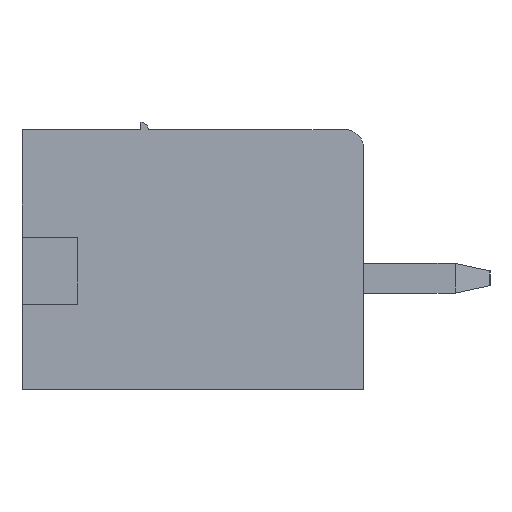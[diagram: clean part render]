
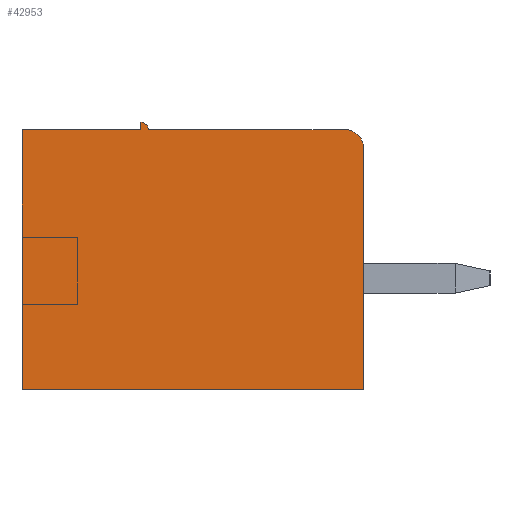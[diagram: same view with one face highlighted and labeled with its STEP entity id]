
A CAD part, left-side view. The second image highlights one B-rep face of the part: STEP entity #42953.
In plain terms, the highlighted planar face has unit normal (-1, 0, 0).
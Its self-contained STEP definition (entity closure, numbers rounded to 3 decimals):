
#1180 = EDGE_CURVE ( 'NONE', #32962, #8891, #28900, .T. ) ;
#1974 = CARTESIAN_POINT ( 'NONE',  ( 0., 9.2, 7. ) ) ;
#3803 = EDGE_CURVE ( 'NONE', #22171, #27324, #32531, .T. ) ;
#3878 = EDGE_CURVE ( 'NONE', #11412, #22960, #18473, .T. ) ;
#4385 = AXIS2_PLACEMENT_3D ( 'NONE', #43183, #28429, #29291 ) ;
#4679 = ORIENTED_EDGE ( 'NONE', *, *, #23998, .T. ) ;
#5344 = DIRECTION ( 'NONE',  ( 1., 0., 0. ) ) ;
#5639 = ORIENTED_EDGE ( 'NONE', *, *, #39549, .F. ) ;
#5832 = CARTESIAN_POINT ( 'NONE',  ( 0., 6., 7.2 ) ) ;
#6216 = VECTOR ( 'NONE', #32200, 1000. ) ;
#7285 = CARTESIAN_POINT ( 'NONE',  ( 0., 9.2, 0. ) ) ;
#7874 = LINE ( 'NONE', #18587, #6216 ) ;
#8236 = DIRECTION ( 'NONE',  ( 0., 0., 1. ) ) ;
#8466 = DIRECTION ( 'NONE',  ( 0., 0., 1. ) ) ;
#8891 = VERTEX_POINT ( 'NONE', #15878 ) ;
#11412 = VERTEX_POINT ( 'NONE', #5832 ) ;
#12369 = CARTESIAN_POINT ( 'NONE',  ( 0., 9.2, 7. ) ) ;
#12624 = DIRECTION ( 'NONE',  ( 0., 0., 1. ) ) ;
#13051 = CARTESIAN_POINT ( 'NONE',  ( 0., 6., 7. ) ) ;
#13204 = VECTOR ( 'NONE', #14833, 1000. ) ;
#13727 = CARTESIAN_POINT ( 'NONE',  ( 0., 9.2, 7. ) ) ;
#14833 = DIRECTION ( 'NONE',  ( 0., 0., -1. ) ) ;
#15741 = CARTESIAN_POINT ( 'NONE',  ( 0., 6., 7. ) ) ;
#15878 = CARTESIAN_POINT ( 'NONE',  ( 0., 0., 6.5 ) ) ;
#16099 = VECTOR ( 'NONE', #32079, 1000. ) ;
#16722 = VERTEX_POINT ( 'NONE', #33199 ) ;
#17373 = DIRECTION ( 'NONE',  ( 0., -1., 0. ) ) ;
#18233 = CARTESIAN_POINT ( 'NONE',  ( 0., 9.2, 7. ) ) ;
#18473 = LINE ( 'NONE', #15741, #13204 ) ;
#18587 = CARTESIAN_POINT ( 'NONE',  ( 0., 9.2, 0. ) ) ;
#19432 = ORIENTED_EDGE ( 'NONE', *, *, #31409, .T. ) ;
#21387 = CARTESIAN_POINT ( 'NONE',  ( 0., 0.5, 7. ) ) ;
#22002 = CARTESIAN_POINT ( 'NONE',  ( 0., 5.8, 7. ) ) ;
#22171 = VERTEX_POINT ( 'NONE', #22002 ) ;
#22186 = EDGE_CURVE ( 'NONE', #34576, #32962, #7874, .T. ) ;
#22333 = LINE ( 'NONE', #13727, #34146 ) ;
#22780 = ORIENTED_EDGE ( 'NONE', *, *, #22186, .T. ) ;
#22960 = VERTEX_POINT ( 'NONE', #13051 ) ;
#23651 = ORIENTED_EDGE ( 'NONE', *, *, #3803, .F. ) ;
#23998 = EDGE_CURVE ( 'NONE', #8891, #27324, #24092, .T. ) ;
#24092 = CIRCLE ( 'NONE', #4385, 0.5 ) ;
#26862 = VECTOR ( 'NONE', #12624, 1000. ) ;
#27324 = VERTEX_POINT ( 'NONE', #21387 ) ;
#27824 = EDGE_LOOP ( 'NONE', ( #30138, #4679, #23651, #19432, #31223, #39025, #5639, #22780 ) ) ;
#28417 = CIRCLE ( 'NONE', #38520, 0.2 ) ;
#28429 = DIRECTION ( 'NONE',  ( -1., 0., 0. ) ) ;
#28900 = LINE ( 'NONE', #39308, #34869 ) ;
#29291 = DIRECTION ( 'NONE',  ( 0., 0., -1. ) ) ;
#29304 = DIRECTION ( 'NONE',  ( 0., 0., -1. ) ) ;
#29693 = EDGE_CURVE ( 'NONE', #16722, #22960, #22333, .T. ) ;
#30138 = ORIENTED_EDGE ( 'NONE', *, *, #1180, .T. ) ;
#31223 = ORIENTED_EDGE ( 'NONE', *, *, #3878, .T. ) ;
#31409 = EDGE_CURVE ( 'NONE', #22171, #11412, #28417, .T. ) ;
#32079 = DIRECTION ( 'NONE',  ( 0., -1., 0. ) ) ;
#32200 = DIRECTION ( 'NONE',  ( 0., -1., 0. ) ) ;
#32531 = LINE ( 'NONE', #18233, #16099 ) ;
#32962 = VERTEX_POINT ( 'NONE', #43494 ) ;
#33199 = CARTESIAN_POINT ( 'NONE',  ( 0., 9.2, 7. ) ) ;
#34146 = VECTOR ( 'NONE', #17373, 1000. ) ;
#34576 = VERTEX_POINT ( 'NONE', #7285 ) ;
#34869 = VECTOR ( 'NONE', #8466, 1000. ) ;
#35714 = CARTESIAN_POINT ( 'NONE',  ( 0., 6., 7. ) ) ;
#36792 = PLANE ( 'NONE',  #38001 ) ;
#38001 = AXIS2_PLACEMENT_3D ( 'NONE', #1974, #5344, #29304 ) ;
#38520 = AXIS2_PLACEMENT_3D ( 'NONE', #35714, #39327, #8236 ) ;
#39025 = ORIENTED_EDGE ( 'NONE', *, *, #29693, .F. ) ;
#39308 = CARTESIAN_POINT ( 'NONE',  ( 0., 0., 7. ) ) ;
#39327 = DIRECTION ( 'NONE',  ( -1., 0., 0. ) ) ;
#39549 = EDGE_CURVE ( 'NONE', #34576, #16722, #44002, .T. ) ;
#42953 = ADVANCED_FACE ( 'NONE', ( #43895 ), #36792, .F. ) ;
#43183 = CARTESIAN_POINT ( 'NONE',  ( 0., 0.5, 6.5 ) ) ;
#43494 = CARTESIAN_POINT ( 'NONE',  ( 0., 0., 0. ) ) ;
#43895 = FACE_OUTER_BOUND ( 'NONE', #27824, .T. ) ;
#44002 = LINE ( 'NONE', #12369, #26862 ) ;
